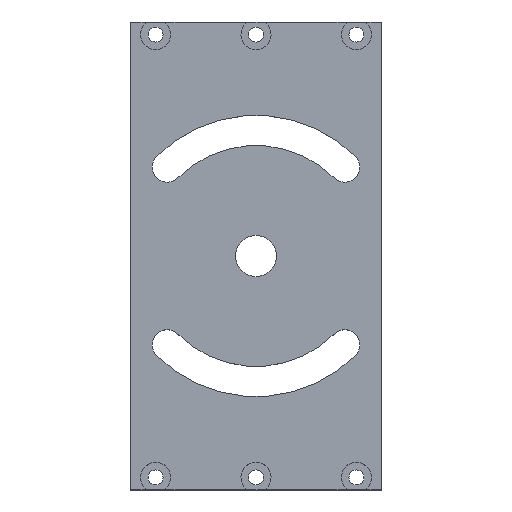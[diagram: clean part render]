
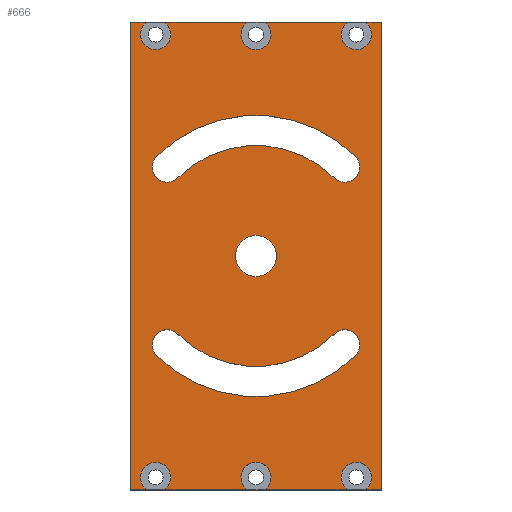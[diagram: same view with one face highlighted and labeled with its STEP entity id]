
A CAD part, top view. The second image highlights one B-rep face of the part: STEP entity #666.
In plain terms, the highlighted planar face has unit normal (0, 0, 1).
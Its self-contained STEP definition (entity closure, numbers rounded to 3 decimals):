
#21=FACE_BOUND('',#116,.T.);
#22=FACE_BOUND('',#117,.T.);
#23=FACE_BOUND('',#118,.T.);
#43=PLANE('',#755);
#76=FACE_OUTER_BOUND('',#115,.T.);
#115=EDGE_LOOP('',(#570,#571,#572,#573,#574,#575,#576,#577,#578,#579,#580,
#581,#582,#583,#584,#585));
#116=EDGE_LOOP('',(#586,#587,#588,#589));
#117=EDGE_LOOP('',(#590));
#118=EDGE_LOOP('',(#591,#592,#593,#594));
#152=LINE('',#1088,#203);
#155=LINE('',#1093,#206);
#158=LINE('',#1098,#209);
#161=LINE('',#1103,#212);
#164=LINE('',#1115,#215);
#167=LINE('',#1121,#218);
#170=LINE('',#1126,#221);
#173=LINE('',#1131,#224);
#176=LINE('',#1136,#227);
#179=LINE('',#1146,#230);
#203=VECTOR('',#898,10.);
#206=VECTOR('',#901,10.);
#209=VECTOR('',#904,10.);
#212=VECTOR('',#907,10.);
#215=VECTOR('',#924,10.);
#218=VECTOR('',#929,10.);
#221=VECTOR('',#932,10.);
#224=VECTOR('',#935,10.);
#227=VECTOR('',#938,10.);
#230=VECTOR('',#955,10.);
#250=CIRCLE('',#714,3.);
#252=CIRCLE('',#717,22.);
#254=CIRCLE('',#720,3.);
#256=CIRCLE('',#723,28.);
#257=CIRCLE('',#725,4.1);
#260=CIRCLE('',#729,3.);
#262=CIRCLE('',#732,22.);
#264=CIRCLE('',#735,3.);
#266=CIRCLE('',#738,28.);
#267=CIRCLE('',#741,3.);
#268=CIRCLE('',#743,3.);
#269=CIRCLE('',#745,3.);
#270=CIRCLE('',#749,3.);
#271=CIRCLE('',#751,3.);
#272=CIRCLE('',#753,3.);
#299=VERTEX_POINT('',#1031);
#300=VERTEX_POINT('',#1033);
#302=VERTEX_POINT('',#1039);
#304=VERTEX_POINT('',#1045);
#305=VERTEX_POINT('',#1052);
#309=VERTEX_POINT('',#1061);
#310=VERTEX_POINT('',#1063);
#312=VERTEX_POINT('',#1069);
#314=VERTEX_POINT('',#1075);
#317=VERTEX_POINT('',#1085);
#318=VERTEX_POINT('',#1087);
#319=VERTEX_POINT('',#1090);
#320=VERTEX_POINT('',#1092);
#321=VERTEX_POINT('',#1095);
#322=VERTEX_POINT('',#1097);
#323=VERTEX_POINT('',#1100);
#324=VERTEX_POINT('',#1102);
#326=VERTEX_POINT('',#1114);
#328=VERTEX_POINT('',#1120);
#329=VERTEX_POINT('',#1123);
#330=VERTEX_POINT('',#1125);
#331=VERTEX_POINT('',#1128);
#332=VERTEX_POINT('',#1130);
#333=VERTEX_POINT('',#1133);
#334=VERTEX_POINT('',#1135);
#367=EDGE_CURVE('',#300,#299,#250,.T.);
#370=EDGE_CURVE('',#302,#300,#252,.T.);
#373=EDGE_CURVE('',#304,#302,#254,.T.);
#376=EDGE_CURVE('',#299,#304,#256,.T.);
#377=EDGE_CURVE('',#305,#305,#257,.T.);
#382=EDGE_CURVE('',#310,#309,#260,.T.);
#385=EDGE_CURVE('',#312,#310,#262,.T.);
#388=EDGE_CURVE('',#314,#312,#264,.T.);
#391=EDGE_CURVE('',#309,#314,#266,.T.);
#394=EDGE_CURVE('',#318,#317,#152,.T.);
#397=EDGE_CURVE('',#320,#319,#155,.T.);
#400=EDGE_CURVE('',#322,#321,#158,.T.);
#403=EDGE_CURVE('',#324,#323,#161,.T.);
#405=EDGE_CURVE('',#319,#318,#267,.T.);
#406=EDGE_CURVE('',#321,#320,#268,.T.);
#407=EDGE_CURVE('',#323,#322,#269,.T.);
#409=EDGE_CURVE('',#326,#324,#164,.T.);
#412=EDGE_CURVE('',#328,#326,#167,.T.);
#415=EDGE_CURVE('',#330,#329,#170,.T.);
#418=EDGE_CURVE('',#332,#331,#173,.T.);
#421=EDGE_CURVE('',#334,#333,#176,.T.);
#423=EDGE_CURVE('',#329,#328,#270,.T.);
#424=EDGE_CURVE('',#331,#330,#271,.T.);
#425=EDGE_CURVE('',#333,#332,#272,.T.);
#427=EDGE_CURVE('',#317,#334,#179,.T.);
#570=ORIENTED_EDGE('',*,*,#427,.T.);
#571=ORIENTED_EDGE('',*,*,#421,.T.);
#572=ORIENTED_EDGE('',*,*,#425,.T.);
#573=ORIENTED_EDGE('',*,*,#418,.T.);
#574=ORIENTED_EDGE('',*,*,#424,.T.);
#575=ORIENTED_EDGE('',*,*,#415,.T.);
#576=ORIENTED_EDGE('',*,*,#423,.T.);
#577=ORIENTED_EDGE('',*,*,#412,.T.);
#578=ORIENTED_EDGE('',*,*,#409,.T.);
#579=ORIENTED_EDGE('',*,*,#403,.T.);
#580=ORIENTED_EDGE('',*,*,#407,.T.);
#581=ORIENTED_EDGE('',*,*,#400,.T.);
#582=ORIENTED_EDGE('',*,*,#406,.T.);
#583=ORIENTED_EDGE('',*,*,#397,.T.);
#584=ORIENTED_EDGE('',*,*,#405,.T.);
#585=ORIENTED_EDGE('',*,*,#394,.T.);
#586=ORIENTED_EDGE('',*,*,#391,.T.);
#587=ORIENTED_EDGE('',*,*,#388,.T.);
#588=ORIENTED_EDGE('',*,*,#385,.T.);
#589=ORIENTED_EDGE('',*,*,#382,.T.);
#590=ORIENTED_EDGE('',*,*,#377,.T.);
#591=ORIENTED_EDGE('',*,*,#376,.T.);
#592=ORIENTED_EDGE('',*,*,#373,.T.);
#593=ORIENTED_EDGE('',*,*,#370,.T.);
#594=ORIENTED_EDGE('',*,*,#367,.T.);
#666=ADVANCED_FACE('',(#76,#21,#22,#23),#43,.T.);
#714=AXIS2_PLACEMENT_3D('',#1034,#836,#837);
#717=AXIS2_PLACEMENT_3D('',#1040,#843,#844);
#720=AXIS2_PLACEMENT_3D('',#1046,#850,#851);
#723=AXIS2_PLACEMENT_3D('',#1050,#857,#858);
#725=AXIS2_PLACEMENT_3D('',#1053,#861,#862);
#729=AXIS2_PLACEMENT_3D('',#1064,#871,#872);
#732=AXIS2_PLACEMENT_3D('',#1070,#878,#879);
#735=AXIS2_PLACEMENT_3D('',#1076,#885,#886);
#738=AXIS2_PLACEMENT_3D('',#1080,#892,#893);
#741=AXIS2_PLACEMENT_3D('',#1106,#911,#912);
#743=AXIS2_PLACEMENT_3D('',#1108,#915,#916);
#745=AXIS2_PLACEMENT_3D('',#1110,#919,#920);
#749=AXIS2_PLACEMENT_3D('',#1139,#942,#943);
#751=AXIS2_PLACEMENT_3D('',#1141,#946,#947);
#753=AXIS2_PLACEMENT_3D('',#1143,#950,#951);
#755=AXIS2_PLACEMENT_3D('',#1147,#956,#957);
#836=DIRECTION('center_axis',(0.,0.,-1.));
#837=DIRECTION('ref_axis',(1.,0.,0.));
#843=DIRECTION('center_axis',(0.,0.,1.));
#844=DIRECTION('ref_axis',(0.,-1.,0.));
#850=DIRECTION('center_axis',(0.,0.,-1.));
#851=DIRECTION('ref_axis',(1.,0.,0.));
#857=DIRECTION('center_axis',(0.,0.,-1.));
#858=DIRECTION('ref_axis',(-0.707,-0.707,0.));
#861=DIRECTION('center_axis',(0.,0.,-1.));
#862=DIRECTION('ref_axis',(1.,0.,0.));
#871=DIRECTION('center_axis',(0.,0.,-1.));
#872=DIRECTION('ref_axis',(1.,0.,0.));
#878=DIRECTION('center_axis',(0.,0.,1.));
#879=DIRECTION('ref_axis',(0.,1.,0.));
#885=DIRECTION('center_axis',(0.,0.,-1.));
#886=DIRECTION('ref_axis',(1.,0.,0.));
#892=DIRECTION('center_axis',(0.,0.,-1.));
#893=DIRECTION('ref_axis',(0.707,0.707,0.));
#898=DIRECTION('',(1.,0.,0.));
#901=DIRECTION('',(1.,0.,0.));
#904=DIRECTION('',(1.,0.,0.));
#907=DIRECTION('',(1.,0.,0.));
#911=DIRECTION('center_axis',(0.,0.,-1.));
#912=DIRECTION('ref_axis',(1.,0.,0.));
#915=DIRECTION('center_axis',(0.,0.,-1.));
#916=DIRECTION('ref_axis',(1.,0.,0.));
#919=DIRECTION('center_axis',(0.,0.,-1.));
#920=DIRECTION('ref_axis',(1.,0.,0.));
#924=DIRECTION('',(0.,-1.,0.));
#929=DIRECTION('',(-1.,0.,0.));
#932=DIRECTION('',(-1.,0.,0.));
#935=DIRECTION('',(-1.,0.,0.));
#938=DIRECTION('',(-1.,0.,0.));
#942=DIRECTION('center_axis',(0.,0.,-1.));
#943=DIRECTION('ref_axis',(1.,0.,0.));
#946=DIRECTION('center_axis',(0.,0.,-1.));
#947=DIRECTION('ref_axis',(1.,0.,0.));
#950=DIRECTION('center_axis',(0.,0.,-1.));
#951=DIRECTION('ref_axis',(1.,0.,0.));
#955=DIRECTION('',(0.,1.,0.));
#956=DIRECTION('center_axis',(0.,0.,1.));
#957=DIRECTION('ref_axis',(1.,0.,0.));
#1031=CARTESIAN_POINT('',(125.516,18.516,5.));
#1033=CARTESIAN_POINT('',(121.274,22.758,5.));
#1034=CARTESIAN_POINT('Origin',(123.395,20.637,5.));
#1039=CARTESIAN_POINT('',(90.161,22.758,5.));
#1040=CARTESIAN_POINT('Origin',(105.717,38.315,5.));
#1045=CARTESIAN_POINT('',(85.918,18.516,5.));
#1046=CARTESIAN_POINT('Origin',(88.04,20.637,5.));
#1050=CARTESIAN_POINT('Origin',(105.717,38.315,5.));
#1052=CARTESIAN_POINT('',(101.617,38.315,5.));
#1053=CARTESIAN_POINT('Origin',(105.717,38.315,5.));
#1061=CARTESIAN_POINT('',(85.918,58.114,5.));
#1063=CARTESIAN_POINT('',(90.161,53.871,5.));
#1064=CARTESIAN_POINT('Origin',(88.04,55.992,5.));
#1069=CARTESIAN_POINT('',(121.274,53.871,5.));
#1070=CARTESIAN_POINT('Origin',(105.717,38.315,5.));
#1075=CARTESIAN_POINT('',(125.516,58.114,5.));
#1076=CARTESIAN_POINT('Origin',(123.395,55.992,5.));
#1080=CARTESIAN_POINT('Origin',(105.717,38.315,5.));
#1085=CARTESIAN_POINT('',(130.717,-8.285,5.));
#1087=CARTESIAN_POINT('',(127.376,-8.285,5.));
#1088=CARTESIAN_POINT('',(80.717,-8.285,5.));
#1090=CARTESIAN_POINT('',(124.059,-8.285,5.));
#1092=CARTESIAN_POINT('',(107.376,-8.285,5.));
#1093=CARTESIAN_POINT('',(80.717,-8.285,5.));
#1095=CARTESIAN_POINT('',(104.059,-8.285,5.));
#1097=CARTESIAN_POINT('',(87.376,-8.285,5.));
#1098=CARTESIAN_POINT('',(80.717,-8.285,5.));
#1100=CARTESIAN_POINT('',(84.059,-8.285,5.));
#1102=CARTESIAN_POINT('',(80.717,-8.285,5.));
#1103=CARTESIAN_POINT('',(80.717,-8.285,5.));
#1106=CARTESIAN_POINT('Origin',(125.717,-5.785,5.));
#1108=CARTESIAN_POINT('Origin',(105.717,-5.785,5.));
#1110=CARTESIAN_POINT('Origin',(85.717,-5.785,5.));
#1114=CARTESIAN_POINT('',(80.717,84.915,5.));
#1115=CARTESIAN_POINT('',(80.717,84.915,5.));
#1120=CARTESIAN_POINT('',(84.059,84.915,5.));
#1121=CARTESIAN_POINT('',(130.717,84.915,5.));
#1123=CARTESIAN_POINT('',(87.376,84.915,5.));
#1125=CARTESIAN_POINT('',(104.059,84.915,5.));
#1126=CARTESIAN_POINT('',(130.717,84.915,5.));
#1128=CARTESIAN_POINT('',(107.376,84.915,5.));
#1130=CARTESIAN_POINT('',(124.059,84.915,5.));
#1131=CARTESIAN_POINT('',(130.717,84.915,5.));
#1133=CARTESIAN_POINT('',(127.376,84.915,5.));
#1135=CARTESIAN_POINT('',(130.717,84.915,5.));
#1136=CARTESIAN_POINT('',(130.717,84.915,5.));
#1139=CARTESIAN_POINT('Origin',(85.717,82.415,5.));
#1141=CARTESIAN_POINT('Origin',(105.717,82.415,5.));
#1143=CARTESIAN_POINT('Origin',(125.717,82.415,5.));
#1146=CARTESIAN_POINT('',(130.717,-8.285,5.));
#1147=CARTESIAN_POINT('Origin',(105.717,38.315,5.));
